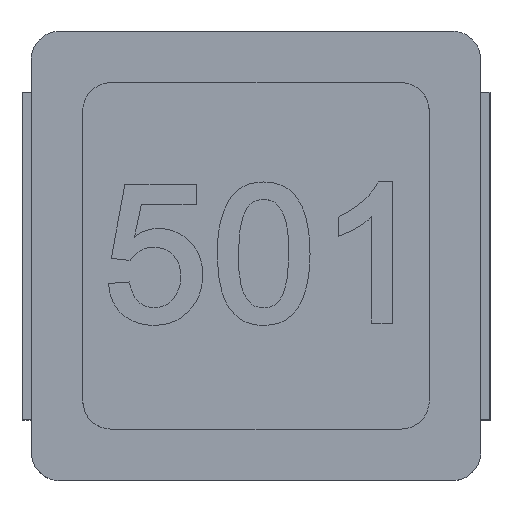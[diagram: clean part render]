
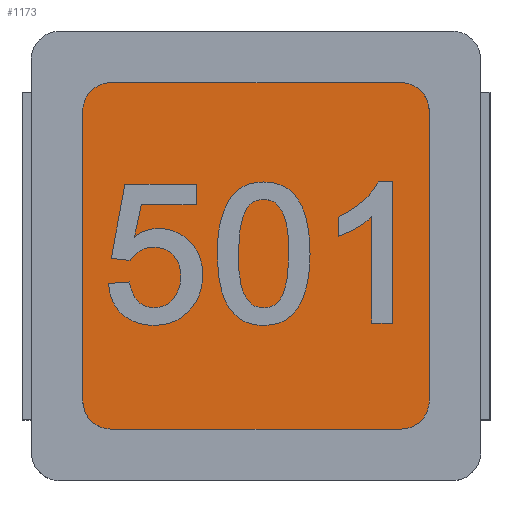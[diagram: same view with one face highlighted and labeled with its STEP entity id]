
A CAD part, top view. The second image highlights one B-rep face of the part: STEP entity #1173.
In plain terms, the highlighted free-form (B-spline) face has degree [1, 1] with [2, 2] control points.
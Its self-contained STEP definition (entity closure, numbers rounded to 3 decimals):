
#1106=CARTESIAN_POINT('',(-2.035,-2.035,0.01));
#1107=CARTESIAN_POINT('',(-2.035,2.035,0.01));
#1108=CARTESIAN_POINT('',(2.035,-2.035,0.01));
#1109=CARTESIAN_POINT('',(2.035,2.035,0.01));
#1110=B_SPLINE_SURFACE_WITH_KNOTS('',1,1,((#1106,#1107),(#1108,#1109)),.PLANE_SURF.,.F.,.F.,.U.,(2,2),(2,2),(0.,1.),(0.,1.),.UNSPECIFIED.);
#1111=CARTESIAN_POINT('',(1.85,1.55,0.01));
#1112=VERTEX_POINT('',#1111);
#1113=CARTESIAN_POINT('',(1.55,1.85,0.01));
#1114=VERTEX_POINT('',#1113);
#1115=CARTESIAN_POINT('',(1.85,1.55,0.01));
#1116=CARTESIAN_POINT('',(1.85,1.85,0.01));
#1117=CARTESIAN_POINT('',(1.55,1.85,0.01));
#1118=(BOUNDED_CURVE()B_SPLINE_CURVE(2,(#1115,#1116,#1117),.CIRCULAR_ARC.,.F.,.U.)B_SPLINE_CURVE_WITH_KNOTS((3,3),(0.,1.),.UNSPECIFIED.)CURVE()GEOMETRIC_REPRESENTATION_ITEM()RATIONAL_B_SPLINE_CURVE((1.,0.707,1.))REPRESENTATION_ITEM(''));
#1119=EDGE_CURVE('',#1112,#1114,#1118,.T.);
#1120=ORIENTED_EDGE('',*,*,#1119,.T.);
#1121=CARTESIAN_POINT('',(-1.55,1.85,0.01));
#1122=VERTEX_POINT('',#1121);
#1123=CARTESIAN_POINT('',(1.55,1.85,0.01));
#1124=CARTESIAN_POINT('',(-1.55,1.85,0.01));
#1125=B_SPLINE_CURVE_WITH_KNOTS('',1,(#1123,#1124),.POLYLINE_FORM.,.F.,.U.,(2,2),(0.,1.),.UNSPECIFIED.);
#1126=EDGE_CURVE('',#1114,#1122,#1125,.T.);
#1127=ORIENTED_EDGE('',*,*,#1126,.T.);
#1128=CARTESIAN_POINT('',(-1.85,1.55,0.01));
#1129=VERTEX_POINT('',#1128);
#1130=CARTESIAN_POINT('',(-1.55,1.85,0.01));
#1131=CARTESIAN_POINT('',(-1.85,1.85,0.01));
#1132=CARTESIAN_POINT('',(-1.85,1.55,0.01));
#1133=(BOUNDED_CURVE()B_SPLINE_CURVE(2,(#1130,#1131,#1132),.CIRCULAR_ARC.,.F.,.U.)B_SPLINE_CURVE_WITH_KNOTS((3,3),(0.,1.),.UNSPECIFIED.)CURVE()GEOMETRIC_REPRESENTATION_ITEM()RATIONAL_B_SPLINE_CURVE((1.,0.707,1.))REPRESENTATION_ITEM(''));
#1134=EDGE_CURVE('',#1122,#1129,#1133,.T.);
#1135=ORIENTED_EDGE('',*,*,#1134,.T.);
#1136=CARTESIAN_POINT('',(-1.85,-1.55,0.01));
#1137=VERTEX_POINT('',#1136);
#1138=CARTESIAN_POINT('',(-1.85,1.55,0.01));
#1139=CARTESIAN_POINT('',(-1.85,-1.55,0.01));
#1140=B_SPLINE_CURVE_WITH_KNOTS('',1,(#1138,#1139),.POLYLINE_FORM.,.F.,.U.,(2,2),(0.,1.),.UNSPECIFIED.);
#1141=EDGE_CURVE('',#1129,#1137,#1140,.T.);
#1142=ORIENTED_EDGE('',*,*,#1141,.T.);
#1143=CARTESIAN_POINT('',(-1.55,-1.85,0.01));
#1144=VERTEX_POINT('',#1143);
#1145=CARTESIAN_POINT('',(-1.85,-1.55,0.01));
#1146=CARTESIAN_POINT('',(-1.85,-1.85,0.01));
#1147=CARTESIAN_POINT('',(-1.55,-1.85,0.01));
#1148=(BOUNDED_CURVE()B_SPLINE_CURVE(2,(#1145,#1146,#1147),.CIRCULAR_ARC.,.F.,.U.)B_SPLINE_CURVE_WITH_KNOTS((3,3),(0.,1.),.UNSPECIFIED.)CURVE()GEOMETRIC_REPRESENTATION_ITEM()RATIONAL_B_SPLINE_CURVE((1.,0.707,1.))REPRESENTATION_ITEM(''));
#1149=EDGE_CURVE('',#1137,#1144,#1148,.T.);
#1150=ORIENTED_EDGE('',*,*,#1149,.T.);
#1151=CARTESIAN_POINT('',(1.55,-1.85,0.01));
#1152=VERTEX_POINT('',#1151);
#1153=CARTESIAN_POINT('',(-1.55,-1.85,0.01));
#1154=CARTESIAN_POINT('',(1.55,-1.85,0.01));
#1155=B_SPLINE_CURVE_WITH_KNOTS('',1,(#1153,#1154),.POLYLINE_FORM.,.F.,.U.,(2,2),(0.,1.),.UNSPECIFIED.);
#1156=EDGE_CURVE('',#1144,#1152,#1155,.T.);
#1157=ORIENTED_EDGE('',*,*,#1156,.T.);
#1158=CARTESIAN_POINT('',(1.85,-1.55,0.01));
#1159=VERTEX_POINT('',#1158);
#1160=CARTESIAN_POINT('',(1.55,-1.85,0.01));
#1161=CARTESIAN_POINT('',(1.85,-1.85,0.01));
#1162=CARTESIAN_POINT('',(1.85,-1.55,0.01));
#1163=(BOUNDED_CURVE()B_SPLINE_CURVE(2,(#1160,#1161,#1162),.CIRCULAR_ARC.,.F.,.U.)B_SPLINE_CURVE_WITH_KNOTS((3,3),(0.,1.),.UNSPECIFIED.)CURVE()GEOMETRIC_REPRESENTATION_ITEM()RATIONAL_B_SPLINE_CURVE((1.,0.707,1.))REPRESENTATION_ITEM(''));
#1164=EDGE_CURVE('',#1152,#1159,#1163,.T.);
#1165=ORIENTED_EDGE('',*,*,#1164,.T.);
#1166=CARTESIAN_POINT('',(1.85,-1.55,0.01));
#1167=CARTESIAN_POINT('',(1.85,1.55,0.01));
#1168=B_SPLINE_CURVE_WITH_KNOTS('',1,(#1166,#1167),.POLYLINE_FORM.,.F.,.U.,(2,2),(0.,1.),.UNSPECIFIED.);
#1169=EDGE_CURVE('',#1159,#1112,#1168,.T.);
#1170=ORIENTED_EDGE('',*,*,#1169,.T.);
#1171=EDGE_LOOP('',(#1120,#1127,#1135,#1142,#1150,#1157,#1165,#1170));
#1172=FACE_OUTER_BOUND('',#1171,.T.);
#1173=ADVANCED_FACE('',(#1172),#1110,.T.);
